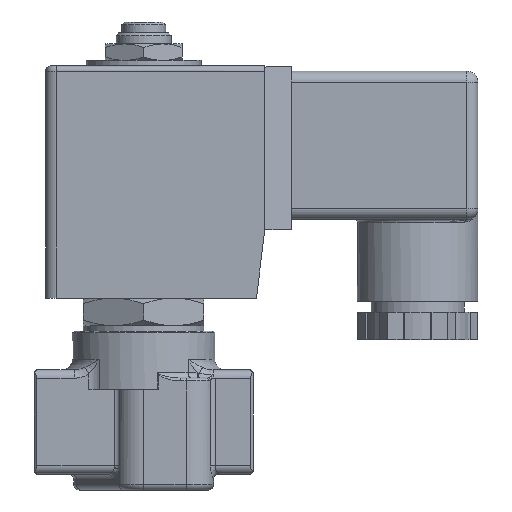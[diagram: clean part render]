
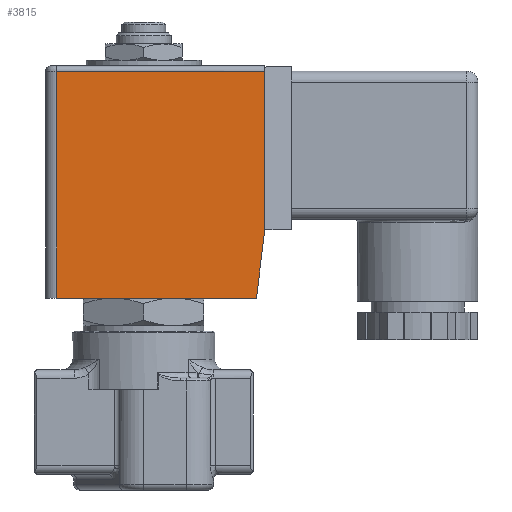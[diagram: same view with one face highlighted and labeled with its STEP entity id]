
A CAD part, left-side view. The second image highlights one B-rep face of the part: STEP entity #3815.
In plain terms, the highlighted planar face has unit normal (-1, 0, 0).
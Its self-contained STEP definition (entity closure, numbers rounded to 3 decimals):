
#402=FACE_OUTER_BOUND('',#658,.T.);
#658=EDGE_LOOP('',(#2822,#2823,#2824,#2825,#2826));
#1155=LINE('',#5972,#1402);
#1170=LINE('',#6025,#1417);
#1171=LINE('',#6028,#1418);
#1172=LINE('',#6030,#1419);
#1173=LINE('',#6031,#1420);
#1402=VECTOR('',#4742,36.479);
#1417=VECTOR('',#4793,12.592);
#1418=VECTOR('',#4796,28.9);
#1419=VECTOR('',#4797,38.);
#1420=VECTOR('',#4798,41.4);
#1640=VERTEX_POINT('',#5969);
#1641=VERTEX_POINT('',#5971);
#1661=VERTEX_POINT('',#6023);
#1662=VERTEX_POINT('',#6027);
#1663=VERTEX_POINT('',#6029);
#2051=EDGE_CURVE('',#1641,#1640,#1155,.T.);
#2079=EDGE_CURVE('',#1640,#1661,#1170,.T.);
#2080=EDGE_CURVE('',#1661,#1662,#1171,.T.);
#2081=EDGE_CURVE('',#1663,#1662,#1172,.T.);
#2082=EDGE_CURVE('',#1641,#1663,#1173,.T.);
#2822=ORIENTED_EDGE('',*,*,#2079,.T.);
#2823=ORIENTED_EDGE('',*,*,#2080,.T.);
#2824=ORIENTED_EDGE('',*,*,#2081,.F.);
#2825=ORIENTED_EDGE('',*,*,#2082,.F.);
#2826=ORIENTED_EDGE('',*,*,#2051,.T.);
#3692=PLANE('',#4120);
#3815=ADVANCED_FACE('',(#402),#3692,.T.);
#4120=AXIS2_PLACEMENT_3D('',#6026,#4794,#4795);
#4742=DIRECTION('',(0.,-1.,0.));
#4793=DIRECTION('',(0.,-0.121,0.993));
#4794=DIRECTION('center_axis',(-1.,0.,0.));
#4795=DIRECTION('ref_axis',(0.,0.,1.));
#4796=DIRECTION('',(0.,0.,1.));
#4797=DIRECTION('',(0.,-1.,0.));
#4798=DIRECTION('',(0.,0.,1.));
#5969=CARTESIAN_POINT('',(-19.17,-20.579,20.499));
#5971=CARTESIAN_POINT('',(-19.17,15.9,20.499));
#5972=CARTESIAN_POINT('',(-19.17,17.9,20.499));
#6023=CARTESIAN_POINT('',(-19.17,-22.1,32.999));
#6025=CARTESIAN_POINT('',(-19.17,-21.35,26.841));
#6026=CARTESIAN_POINT('Origin',(-19.17,-22.1,20.499));
#6027=CARTESIAN_POINT('',(-19.17,-22.1,61.899));
#6028=CARTESIAN_POINT('',(-19.17,-22.1,20.499));
#6029=CARTESIAN_POINT('',(-19.17,15.9,61.899));
#6030=CARTESIAN_POINT('',(-19.17,-12.1,61.899));
#6031=CARTESIAN_POINT('',(-19.17,15.9,20.499));
